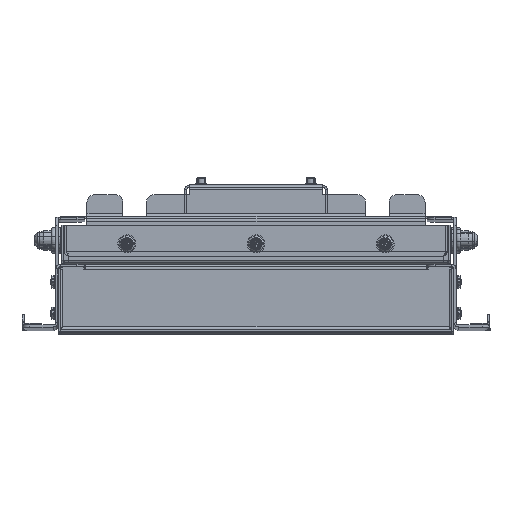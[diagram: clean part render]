
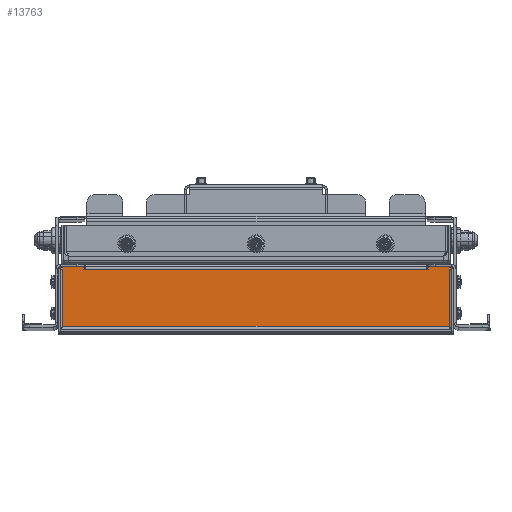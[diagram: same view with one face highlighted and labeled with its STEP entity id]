
A CAD part, top view. The second image highlights one B-rep face of the part: STEP entity #13763.
In plain terms, the highlighted face is planar.
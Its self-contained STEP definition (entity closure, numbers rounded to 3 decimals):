
#559 = VECTOR ( 'NONE', #10862, 1000. ) ;
#619 = EDGE_CURVE ( 'NONE', #4034, #5906, #9485, .T. ) ;
#656 = VECTOR ( 'NONE', #14332, 1000. ) ;
#919 = LINE ( 'NONE', #1057, #6362 ) ;
#1057 = CARTESIAN_POINT ( 'NONE',  ( -110.5, 0., 0. ) ) ;
#1308 = CARTESIAN_POINT ( 'NONE',  ( -109., 0., -19.05 ) ) ;
#1912 = CARTESIAN_POINT ( 'NONE',  ( 110.5, 0., -20.75 ) ) ;
#2811 = VERTEX_POINT ( 'NONE', #24443 ) ;
#3064 = DIRECTION ( 'NONE',  ( 0., 0., 1. ) ) ;
#3351 = ORIENTED_EDGE ( 'NONE', *, *, #18333, .T. ) ;
#3976 = VECTOR ( 'NONE', #26861, 1000. ) ;
#4019 = DIRECTION ( 'NONE',  ( -1., 0., 0. ) ) ;
#4034 = VERTEX_POINT ( 'NONE', #5313 ) ;
#4114 = LINE ( 'NONE', #6064, #12346 ) ;
#4166 = EDGE_CURVE ( 'NONE', #26166, #22483, #21010, .T. ) ;
#4186 = DIRECTION ( 'NONE',  ( -1., 0., 0. ) ) ;
#4924 = VECTOR ( 'NONE', #3064, 1000. ) ;
#5141 = LINE ( 'NONE', #21987, #22398 ) ;
#5313 = CARTESIAN_POINT ( 'NONE',  ( 123.4, 0., -19.05 ) ) ;
#5906 = VERTEX_POINT ( 'NONE', #21321 ) ;
#6064 = CARTESIAN_POINT ( 'NONE',  ( 123.4, 0., 20.75 ) ) ;
#6086 = LINE ( 'NONE', #8861, #26966 ) ;
#6230 = CARTESIAN_POINT ( 'NONE',  ( 109., 0., -19.05 ) ) ;
#6362 = VECTOR ( 'NONE', #17872, 1000. ) ;
#7655 = VERTEX_POINT ( 'NONE', #12112 ) ;
#7798 = EDGE_CURVE ( 'NONE', #11669, #8232, #5141, .T. ) ;
#8232 = VERTEX_POINT ( 'NONE', #13016 ) ;
#8427 = ORIENTED_EDGE ( 'NONE', *, *, #11808, .T. ) ;
#8551 = CARTESIAN_POINT ( 'NONE',  ( -110.5, 0., -20.75 ) ) ;
#8812 = EDGE_CURVE ( 'NONE', #20158, #26893, #6086, .T. ) ;
#8861 = CARTESIAN_POINT ( 'NONE',  ( 0., 0., -19.05 ) ) ;
#9364 = ORIENTED_EDGE ( 'NONE', *, *, #14390, .T. ) ;
#9443 = ORIENTED_EDGE ( 'NONE', *, *, #14099, .T. ) ;
#9463 = CARTESIAN_POINT ( 'NONE',  ( 123.4, 0., -20.75 ) ) ;
#9485 = LINE ( 'NONE', #17978, #3976 ) ;
#9827 = DIRECTION ( 'NONE',  ( 0., 0., -1. ) ) ;
#10398 = LINE ( 'NONE', #6230, #23390 ) ;
#10862 = DIRECTION ( 'NONE',  ( -1., 0., 0. ) ) ;
#10897 = VERTEX_POINT ( 'NONE', #8551 ) ;
#11006 = CARTESIAN_POINT ( 'NONE',  ( 0., 0., -19.05 ) ) ;
#11074 = ORIENTED_EDGE ( 'NONE', *, *, #619, .T. ) ;
#11099 = FACE_OUTER_BOUND ( 'NONE', #23348, .T. ) ;
#11128 = CARTESIAN_POINT ( 'NONE',  ( -123.4, 0., 20.75 ) ) ;
#11540 = LINE ( 'NONE', #9463, #11952 ) ;
#11669 = VERTEX_POINT ( 'NONE', #25297 ) ;
#11808 = EDGE_CURVE ( 'NONE', #10897, #22744, #11540, .T. ) ;
#11952 = VECTOR ( 'NONE', #15868, 1000. ) ;
#12067 = ORIENTED_EDGE ( 'NONE', *, *, #18753, .F. ) ;
#12087 = CARTESIAN_POINT ( 'NONE',  ( -123.4, 0., -20.75 ) ) ;
#12112 = CARTESIAN_POINT ( 'NONE',  ( 109., 0., -19.05 ) ) ;
#12219 = CARTESIAN_POINT ( 'NONE',  ( -123.4, 0., 17.65 ) ) ;
#12346 = VECTOR ( 'NONE', #9827, 1000. ) ;
#13004 = ORIENTED_EDGE ( 'NONE', *, *, #4166, .T. ) ;
#13016 = CARTESIAN_POINT ( 'NONE',  ( -123.4, 0., 17.65 ) ) ;
#13328 = PLANE ( 'NONE',  #24717 ) ;
#13590 = EDGE_CURVE ( 'NONE', #7655, #20158, #10398, .T. ) ;
#13763 = ADVANCED_FACE ( 'NONE', ( #11099 ), #13328, .T. ) ;
#14099 = EDGE_CURVE ( 'NONE', #11669, #4034, #4114, .T. ) ;
#14316 = VECTOR ( 'NONE', #4186, 1000. ) ;
#14332 = DIRECTION ( 'NONE',  ( 0., 0., -1. ) ) ;
#14390 = EDGE_CURVE ( 'NONE', #5906, #26166, #20520, .T. ) ;
#15271 = DIRECTION ( 'NONE',  ( -1., 0., 0. ) ) ;
#15868 = DIRECTION ( 'NONE',  ( -1., 0., 0. ) ) ;
#16309 = ORIENTED_EDGE ( 'NONE', *, *, #7798, .F. ) ;
#16590 = EDGE_CURVE ( 'NONE', #22483, #7655, #25310, .T. ) ;
#16943 = DIRECTION ( 'NONE',  ( 0., 0., 1. ) ) ;
#17297 = CARTESIAN_POINT ( 'NONE',  ( -110.5, 0., -19.05 ) ) ;
#17319 = VECTOR ( 'NONE', #23357, 1000. ) ;
#17400 = ORIENTED_EDGE ( 'NONE', *, *, #13590, .T. ) ;
#17467 = ORIENTED_EDGE ( 'NONE', *, *, #16590, .T. ) ;
#17872 = DIRECTION ( 'NONE',  ( 0., 0., -1. ) ) ;
#17947 = LINE ( 'NONE', #11128, #4924 ) ;
#17978 = CARTESIAN_POINT ( 'NONE',  ( 123.4, 0., 20.75 ) ) ;
#18333 = EDGE_CURVE ( 'NONE', #26893, #10897, #919, .T. ) ;
#18753 = EDGE_CURVE ( 'NONE', #8232, #2811, #21120, .T. ) ;
#19071 = CARTESIAN_POINT ( 'NONE',  ( 123.4, 0., -20.75 ) ) ;
#19586 = CARTESIAN_POINT ( 'NONE',  ( 0., 0., 0. ) ) ;
#20158 = VERTEX_POINT ( 'NONE', #1308 ) ;
#20520 = LINE ( 'NONE', #19071, #14316 ) ;
#20560 = ORIENTED_EDGE ( 'NONE', *, *, #8812, .T. ) ;
#21010 = LINE ( 'NONE', #23494, #17319 ) ;
#21120 = LINE ( 'NONE', #12219, #656 ) ;
#21321 = CARTESIAN_POINT ( 'NONE',  ( 123.4, 0., -20.75 ) ) ;
#21547 = DIRECTION ( 'NONE',  ( 0., 1., 0. ) ) ;
#21987 = CARTESIAN_POINT ( 'NONE',  ( 123.4, 0., 17.65 ) ) ;
#22398 = VECTOR ( 'NONE', #26282, 1000. ) ;
#22483 = VERTEX_POINT ( 'NONE', #27389 ) ;
#22506 = EDGE_CURVE ( 'NONE', #22744, #2811, #17947, .T. ) ;
#22744 = VERTEX_POINT ( 'NONE', #12087 ) ;
#23348 = EDGE_LOOP ( 'NONE', ( #9364, #13004, #17467, #17400, #20560, #3351, #8427, #23717, #12067, #16309, #9443, #11074 ) ) ;
#23357 = DIRECTION ( 'NONE',  ( 0., 0., 1. ) ) ;
#23390 = VECTOR ( 'NONE', #4019, 1000. ) ;
#23494 = CARTESIAN_POINT ( 'NONE',  ( 110.5, 0., 0. ) ) ;
#23717 = ORIENTED_EDGE ( 'NONE', *, *, #22506, .T. ) ;
#24443 = CARTESIAN_POINT ( 'NONE',  ( -123.4, 0., -19.05 ) ) ;
#24717 = AXIS2_PLACEMENT_3D ( 'NONE', #19586, #21547, #16943 ) ;
#25297 = CARTESIAN_POINT ( 'NONE',  ( 123.4, 0., 17.65 ) ) ;
#25310 = LINE ( 'NONE', #11006, #559 ) ;
#26166 = VERTEX_POINT ( 'NONE', #1912 ) ;
#26282 = DIRECTION ( 'NONE',  ( -1., 0., 0. ) ) ;
#26861 = DIRECTION ( 'NONE',  ( 0., 0., -1. ) ) ;
#26893 = VERTEX_POINT ( 'NONE', #17297 ) ;
#26966 = VECTOR ( 'NONE', #15271, 1000. ) ;
#27389 = CARTESIAN_POINT ( 'NONE',  ( 110.5, 0., -19.05 ) ) ;
